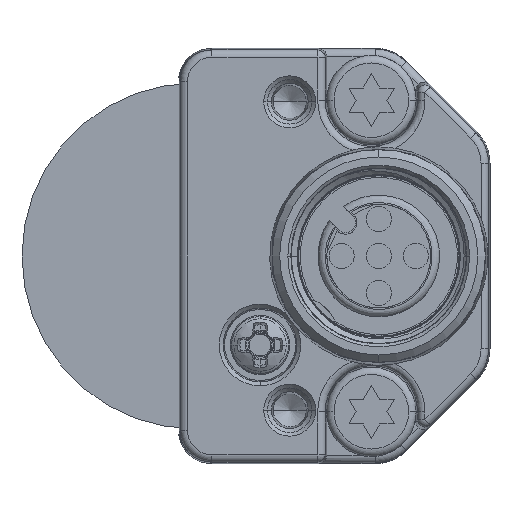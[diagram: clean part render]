
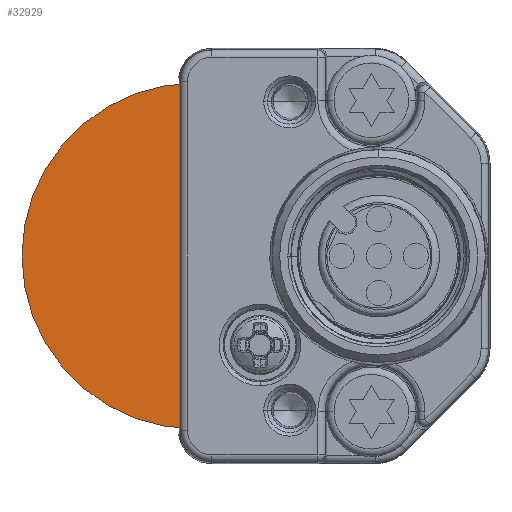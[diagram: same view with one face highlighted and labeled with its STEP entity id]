
A CAD part, left-side view. The second image highlights one B-rep face of the part: STEP entity #32929.
In plain terms, the highlighted face is planar.
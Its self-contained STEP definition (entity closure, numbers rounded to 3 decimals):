
#32813=DIRECTION('',(1.,0.,0.));
#32814=VECTOR('',#32813,23.3);
#32815=CARTESIAN_POINT('',(-11.65,0.,156.5));
#32816=LINE('',#32815,#32814);
#32817=DIRECTION('',(0.,-1.,0.));
#32818=VECTOR('',#32817,1.5);
#32819=CARTESIAN_POINT('',(-11.65,1.5,156.5));
#32820=LINE('',#32819,#32818);
#32821=CARTESIAN_POINT('',(0.,1.5,156.5));
#32822=DIRECTION('',(0.,0.,1.));
#32823=DIRECTION('',(1.,0.,0.));
#32824=AXIS2_PLACEMENT_3D('',#32821,#32822,#32823);
#32826=DIRECTION('',(0.,1.,0.));
#32827=VECTOR('',#32826,1.5);
#32828=CARTESIAN_POINT('',(11.65,0.,156.5));
#32829=LINE('',#32828,#32827);
#32838=CARTESIAN_POINT('',(-11.65,0.,156.5));
#32839=CARTESIAN_POINT('',(11.65,0.,156.5));
#32840=VERTEX_POINT('',#32838);
#32841=VERTEX_POINT('',#32839);
#32842=CARTESIAN_POINT('',(11.65,1.5,156.5));
#32843=VERTEX_POINT('',#32842);
#32844=CARTESIAN_POINT('',(-11.65,1.5,156.5));
#32845=VERTEX_POINT('',#32844);
#32918=CARTESIAN_POINT('',(0.,0.,156.5));
#32919=DIRECTION('',(0.,0.,1.));
#32920=DIRECTION('',(1.,0.,0.));
#32921=AXIS2_PLACEMENT_3D('',#32918,#32919,#32920);
#32922=PLANE('',#32921);
#32923=ORIENTED_EDGE('',*,*,#32870,.F.);
#32924=ORIENTED_EDGE('',*,*,#32885,.F.);
#32925=ORIENTED_EDGE('',*,*,#32899,.F.);
#32926=ORIENTED_EDGE('',*,*,#32912,.F.);
#32927=EDGE_LOOP('',(#32923,#32924,#32925,#32926));
#32928=FACE_OUTER_BOUND('',#32927,.F.);
#32929=ADVANCED_FACE('',(#32928),#32922,.T.);
#32825=CIRCLE('',#32824,11.65);
#32870=EDGE_CURVE('',#32840,#32841,#32816,.T.);
#32885=EDGE_CURVE('',#32845,#32840,#32820,.T.);
#32899=EDGE_CURVE('',#32843,#32845,#32825,.T.);
#32912=EDGE_CURVE('',#32841,#32843,#32829,.T.);
